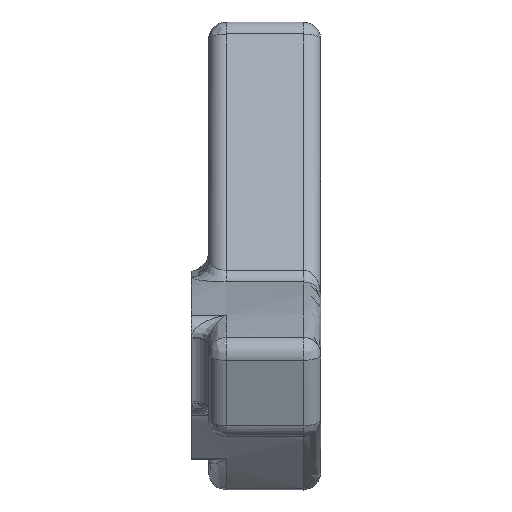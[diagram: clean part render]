
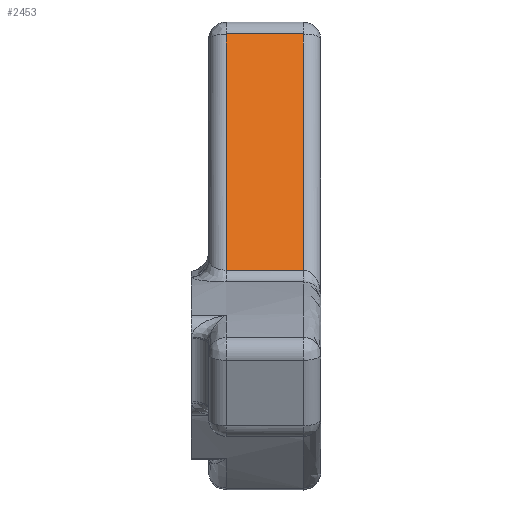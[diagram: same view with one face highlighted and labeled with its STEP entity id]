
A CAD part, left-side view. The second image highlights one B-rep face of the part: STEP entity #2453.
In plain terms, the highlighted planar face has unit normal (-0.949, 0, 0.315).
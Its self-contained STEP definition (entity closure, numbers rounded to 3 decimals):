
#94 = VERTEX_POINT ( 'NONE', #2823 ) ;
#135 = DIRECTION ( 'NONE',  ( 0., 1., 0. ) ) ;
#141 = DIRECTION ( 'NONE',  ( 0.315, 0., 0.949 ) ) ;
#172 = LINE ( 'NONE', #1636, #735 ) ;
#263 = DIRECTION ( 'NONE',  ( -0.949, 0., 0.315 ) ) ;
#267 = AXIS2_PLACEMENT_3D ( 'NONE', #2827, #263, #2775 ) ;
#306 = VERTEX_POINT ( 'NONE', #3039 ) ;
#325 = VECTOR ( 'NONE', #135, 1000. ) ;
#472 = VERTEX_POINT ( 'NONE', #1162 ) ;
#504 = ORIENTED_EDGE ( 'NONE', *, *, #1407, .T. ) ;
#534 = ORIENTED_EDGE ( 'NONE', *, *, #1086, .T. ) ;
#597 = CARTESIAN_POINT ( 'NONE',  ( -40.522, -10., 11.165 ) ) ;
#714 = DIRECTION ( 'NONE',  ( 0., 1., 0. ) ) ;
#735 = VECTOR ( 'NONE', #714, 1000. ) ;
#999 = LINE ( 'NONE', #1542, #325 ) ;
#1007 = CARTESIAN_POINT ( 'NONE',  ( -30.313, -32., 41.907 ) ) ;
#1086 = EDGE_CURVE ( 'NONE', #472, #94, #2382, .T. ) ;
#1162 = CARTESIAN_POINT ( 'NONE',  ( -40.521, -32., 11.165 ) ) ;
#1407 = EDGE_CURVE ( 'NONE', #306, #2658, #3180, .T. ) ;
#1461 = DIRECTION ( 'NONE',  ( -0.315, 0., -0.949 ) ) ;
#1480 = CARTESIAN_POINT ( 'NONE',  ( -29.329, -10., 44.87 ) ) ;
#1542 = CARTESIAN_POINT ( 'NONE',  ( -18.137, -21., 78.576 ) ) ;
#1571 = EDGE_CURVE ( 'NONE', #472, #2658, #172, .T. ) ;
#1636 = CARTESIAN_POINT ( 'NONE',  ( -40.522, -21., 11.165 ) ) ;
#1886 = ORIENTED_EDGE ( 'NONE', *, *, #2767, .T. ) ;
#1910 = EDGE_LOOP ( 'NONE', ( #2217, #534, #1886, #504 ) ) ;
#2217 = ORIENTED_EDGE ( 'NONE', *, *, #1571, .F. ) ;
#2262 = FACE_OUTER_BOUND ( 'NONE', #1910, .T. ) ;
#2313 = VECTOR ( 'NONE', #1461, 1000. ) ;
#2382 = LINE ( 'NONE', #1007, #2686 ) ;
#2453 = ADVANCED_FACE ( 'NONE', ( #2262 ), #3618, .T. ) ;
#2658 = VERTEX_POINT ( 'NONE', #597 ) ;
#2686 = VECTOR ( 'NONE', #141, 1000. ) ;
#2767 = EDGE_CURVE ( 'NONE', #94, #306, #999, .T. ) ;
#2775 = DIRECTION ( 'NONE',  ( -0.315, 0., -0.949 ) ) ;
#2823 = CARTESIAN_POINT ( 'NONE',  ( -18.137, -32., 78.576 ) ) ;
#2827 = CARTESIAN_POINT ( 'NONE',  ( -17.689, -9.56, 79.924 ) ) ;
#3039 = CARTESIAN_POINT ( 'NONE',  ( -18.137, -10., 78.576 ) ) ;
#3180 = LINE ( 'NONE', #1480, #2313 ) ;
#3618 = PLANE ( 'NONE',  #267 ) ;
